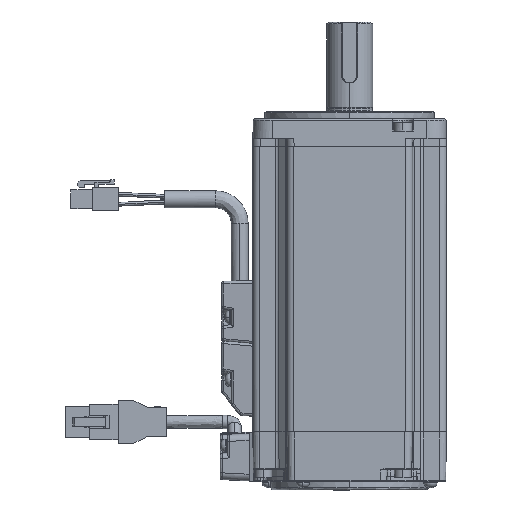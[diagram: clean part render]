
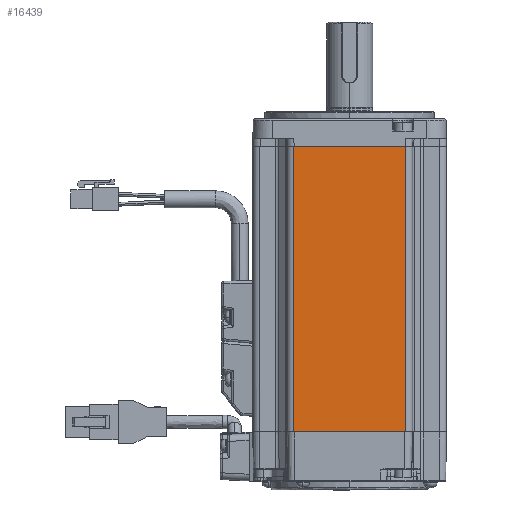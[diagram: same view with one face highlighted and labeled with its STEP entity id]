
A CAD part, left-side view. The second image highlights one B-rep face of the part: STEP entity #16439.
In plain terms, the highlighted planar face has unit normal (-1, 0, 0).
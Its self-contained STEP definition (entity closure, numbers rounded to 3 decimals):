
#70 = CARTESIAN_POINT ( 'NONE',  ( -40., -23., 117.7 ) ) ;
#297 = EDGE_CURVE ( 'NONE', #14434, #34087, #21024, .T. ) ;
#766 = ORIENTED_EDGE ( 'NONE', *, *, #19371, .T. ) ;
#1185 = LINE ( 'NONE', #11556, #14450 ) ;
#1233 = B_SPLINE_CURVE_WITH_KNOTS ( 'NONE', 3,
 ( #31653, #38669, #35246, #8860 ),
 .UNSPECIFIED., .F., .F.,
 ( 4, 4 ),
 ( 0., 1. ),
 .UNSPECIFIED. ) ;
#1607 = EDGE_CURVE ( 'NONE', #22060, #15926, #8398, .T. ) ;
#3612 = VECTOR ( 'NONE', #31246, 1000. ) ;
#3972 = CARTESIAN_POINT ( 'NONE',  ( -40., -22.938, 117.7 ) ) ;
#4924 = DIRECTION ( 'NONE',  ( 0., 1., 0. ) ) ;
#7223 = EDGE_CURVE ( 'NONE', #40505, #15452, #19115, .T. ) ;
#7836 = CARTESIAN_POINT ( 'NONE',  ( -40., -23., 0. ) ) ;
#7951 = CARTESIAN_POINT ( 'NONE',  ( -40., 22.938, 117.7 ) ) ;
#8329 = DIRECTION ( 'NONE',  ( -1., 0., 0. ) ) ;
#8398 = LINE ( 'NONE', #21172, #22636 ) ;
#8830 = LINE ( 'NONE', #40998, #20736 ) ;
#8847 = AXIS2_PLACEMENT_3D ( 'NONE', #14926, #8329, #27916 ) ;
#8860 = CARTESIAN_POINT ( 'NONE',  ( -40., -22.939, 117.7 ) ) ;
#9214 = CARTESIAN_POINT ( 'NONE',  ( -40., 22.812, 0. ) ) ;
#9400 = CARTESIAN_POINT ( 'NONE',  ( -40., -22.812, 0. ) ) ;
#9619 = ORIENTED_EDGE ( 'NONE', *, *, #28955, .T. ) ;
#10188 = VERTEX_POINT ( 'NONE', #3972 ) ;
#11556 = CARTESIAN_POINT ( 'NONE',  ( -40., 0., 0. ) ) ;
#11955 = PLANE ( 'NONE',  #8847 ) ;
#12793 = CARTESIAN_POINT ( 'NONE',  ( -40., -22.96, 117.7 ) ) ;
#13579 = CARTESIAN_POINT ( 'NONE',  ( -40., 23., 117.7 ) ) ;
#13631 = ORIENTED_EDGE ( 'NONE', *, *, #7223, .F. ) ;
#14239 = CARTESIAN_POINT ( 'NONE',  ( -40., 23., 117.7 ) ) ;
#14408 = ORIENTED_EDGE ( 'NONE', *, *, #41438, .T. ) ;
#14434 = VERTEX_POINT ( 'NONE', #17692 ) ;
#14450 = VECTOR ( 'NONE', #40307, 1000. ) ;
#14926 = CARTESIAN_POINT ( 'NONE',  ( -40., 26., 0. ) ) ;
#14968 = CARTESIAN_POINT ( 'NONE',  ( -40., 22.939, 117.7 ) ) ;
#15033 = ORIENTED_EDGE ( 'NONE', *, *, #29978, .T. ) ;
#15452 = VERTEX_POINT ( 'NONE', #21771 ) ;
#15926 = VERTEX_POINT ( 'NONE', #20783 ) ;
#16439 = ADVANCED_FACE ( 'NONE', ( #41127 ), #11955, .T. ) ;
#17692 = CARTESIAN_POINT ( 'NONE',  ( -40., -23., 0. ) ) ;
#17821 = CARTESIAN_POINT ( 'NONE',  ( -40., -23., 117.7 ) ) ;
#18173 = VERTEX_POINT ( 'NONE', #21673 ) ;
#18654 = ORIENTED_EDGE ( 'NONE', *, *, #297, .T. ) ;
#18975 = DIRECTION ( 'NONE',  ( 0., -1., 0. ) ) ;
#19115 = B_SPLINE_CURVE_WITH_KNOTS ( 'NONE', 3,
 ( #14968, #24757, #7951, #40957 ),
 .UNSPECIFIED., .F., .F.,
 ( 4, 4 ),
 ( 0., 1. ),
 .UNSPECIFIED. ) ;
#19371 = EDGE_CURVE ( 'NONE', #10188, #15452, #20445, .T. ) ;
#19377 = CARTESIAN_POINT ( 'NONE',  ( -40., -22.939, 117.7 ) ) ;
#20445 = LINE ( 'NONE', #37054, #39939 ) ;
#20736 = VECTOR ( 'NONE', #21186, 1000. ) ;
#20783 = CARTESIAN_POINT ( 'NONE',  ( -40., 23., 0. ) ) ;
#21024 = LINE ( 'NONE', #7836, #3612 ) ;
#21172 = CARTESIAN_POINT ( 'NONE',  ( -40., 23., 0. ) ) ;
#21186 = DIRECTION ( 'NONE',  ( 0., -1., 0. ) ) ;
#21673 = CARTESIAN_POINT ( 'NONE',  ( -40., -22.939, 117.7 ) ) ;
#21771 = CARTESIAN_POINT ( 'NONE',  ( -40., 22.938, 117.7 ) ) ;
#22060 = VERTEX_POINT ( 'NONE', #14239 ) ;
#22636 = VECTOR ( 'NONE', #33733, 1000. ) ;
#23561 = CARTESIAN_POINT ( 'NONE',  ( -40., 22.939, 117.7 ) ) ;
#23774 = ORIENTED_EDGE ( 'NONE', *, *, #39784, .F. ) ;
#24757 = CARTESIAN_POINT ( 'NONE',  ( -40., 22.939, 117.7 ) ) ;
#24947 = CARTESIAN_POINT ( 'NONE',  ( -40., 26., 0. ) ) ;
#27916 = DIRECTION ( 'NONE',  ( 0., 0., 1. ) ) ;
#28358 = LINE ( 'NONE', #24947, #31147 ) ;
#28955 = EDGE_CURVE ( 'NONE', #31710, #14434, #1185, .T. ) ;
#29182 = CARTESIAN_POINT ( 'NONE',  ( -40., -22.98, 117.7 ) ) ;
#29811 = EDGE_LOOP ( 'NONE', ( #766, #13631, #37113, #30863, #15033, #14408, #9619, #18654, #33991, #23774 ) ) ;
#29978 = EDGE_CURVE ( 'NONE', #15926, #40255, #8830, .T. ) ;
#30863 = ORIENTED_EDGE ( 'NONE', *, *, #1607, .T. ) ;
#31147 = VECTOR ( 'NONE', #18975, 1000. ) ;
#31246 = DIRECTION ( 'NONE',  ( 0., 0., 1. ) ) ;
#31653 = CARTESIAN_POINT ( 'NONE',  ( -40., -22.938, 117.7 ) ) ;
#31710 = VERTEX_POINT ( 'NONE', #9400 ) ;
#32785 = B_SPLINE_CURVE_WITH_KNOTS ( 'NONE', 3,
 ( #19377, #12793, #29182, #70 ),
 .UNSPECIFIED., .F., .F.,
 ( 4, 4 ),
 ( 0., 1. ),
 .UNSPECIFIED. ) ;
#33733 = DIRECTION ( 'NONE',  ( 0., 0., -1. ) ) ;
#33991 = ORIENTED_EDGE ( 'NONE', *, *, #37724, .F. ) ;
#34031 = EDGE_CURVE ( 'NONE', #22060, #40505, #34561, .T. ) ;
#34087 = VERTEX_POINT ( 'NONE', #17821 ) ;
#34561 = B_SPLINE_CURVE_WITH_KNOTS ( 'NONE', 3,
 ( #13579, #36997, #40405, #23561 ),
 .UNSPECIFIED., .F., .F.,
 ( 4, 4 ),
 ( 0., 1. ),
 .UNSPECIFIED. ) ;
#35246 = CARTESIAN_POINT ( 'NONE',  ( -40., -22.939, 117.7 ) ) ;
#36997 = CARTESIAN_POINT ( 'NONE',  ( -40., 22.98, 117.7 ) ) ;
#37054 = CARTESIAN_POINT ( 'NONE',  ( -40., 26., 117.7 ) ) ;
#37113 = ORIENTED_EDGE ( 'NONE', *, *, #34031, .F. ) ;
#37724 = EDGE_CURVE ( 'NONE', #18173, #34087, #32785, .T. ) ;
#38669 = CARTESIAN_POINT ( 'NONE',  ( -40., -22.938, 117.7 ) ) ;
#39784 = EDGE_CURVE ( 'NONE', #10188, #18173, #1233, .T. ) ;
#39939 = VECTOR ( 'NONE', #4924, 1000. ) ;
#40255 = VERTEX_POINT ( 'NONE', #9214 ) ;
#40307 = DIRECTION ( 'NONE',  ( 0., -1., 0. ) ) ;
#40405 = CARTESIAN_POINT ( 'NONE',  ( -40., 22.96, 117.7 ) ) ;
#40505 = VERTEX_POINT ( 'NONE', #40931 ) ;
#40931 = CARTESIAN_POINT ( 'NONE',  ( -40., 22.939, 117.7 ) ) ;
#40957 = CARTESIAN_POINT ( 'NONE',  ( -40., 22.938, 117.7 ) ) ;
#40998 = CARTESIAN_POINT ( 'NONE',  ( -40., 0., 0. ) ) ;
#41127 = FACE_OUTER_BOUND ( 'NONE', #29811, .T. ) ;
#41438 = EDGE_CURVE ( 'NONE', #40255, #31710, #28358, .T. ) ;
